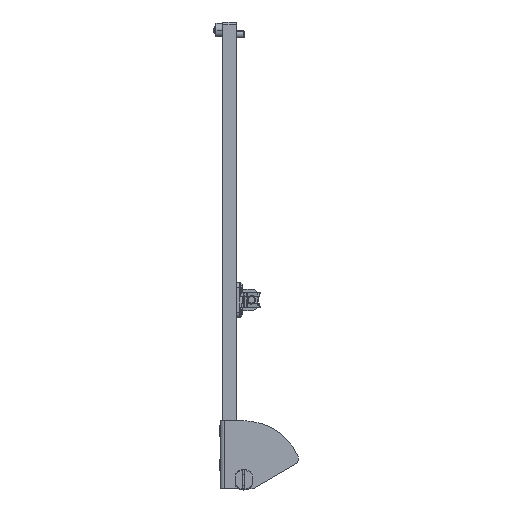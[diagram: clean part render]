
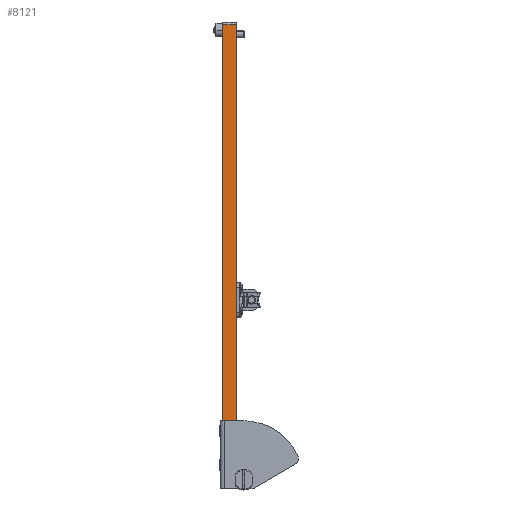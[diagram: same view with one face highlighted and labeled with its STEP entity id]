
A CAD part, left-side view. The second image highlights one B-rep face of the part: STEP entity #8121.
In plain terms, the highlighted planar face has unit normal (-1, 0, 0).
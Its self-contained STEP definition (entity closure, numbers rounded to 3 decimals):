
#987 = DIRECTION ( 'NONE',  ( 1., 0., 0. ) ) ;
#2010 = EDGE_CURVE ( 'NONE', #22292, #7381, #7383, .T. ) ;
#2034 = ORIENTED_EDGE ( 'NONE', *, *, #2010, .T. ) ;
#3288 = EDGE_CURVE ( 'NONE', #22292, #7955, #4726, .T. ) ;
#3293 = VERTEX_POINT ( 'NONE', #18485 ) ;
#3577 = VECTOR ( 'NONE', #13244, 1000. ) ;
#3692 = CARTESIAN_POINT ( 'NONE',  ( -230., 10., -169. ) ) ;
#4726 = LINE ( 'NONE', #20818, #3577 ) ;
#5028 = ORIENTED_EDGE ( 'NONE', *, *, #3288, .F. ) ;
#5174 = LINE ( 'NONE', #10204, #16949 ) ;
#6086 = DIRECTION ( 'NONE',  ( 0., 0., -1. ) ) ;
#6136 = VECTOR ( 'NONE', #20093, 1000. ) ;
#6715 = VECTOR ( 'NONE', #8976, 1000. ) ;
#7381 = VERTEX_POINT ( 'NONE', #10009 ) ;
#7383 = LINE ( 'NONE', #18015, #6136 ) ;
#7937 = EDGE_CURVE ( 'NONE', #7381, #3293, #5174, .T. ) ;
#7955 = VERTEX_POINT ( 'NONE', #22682 ) ;
#8121 = ADVANCED_FACE ( 'NONE', ( #11585 ), #13113, .F. ) ;
#8976 = DIRECTION ( 'NONE',  ( 0., 1., 0. ) ) ;
#10009 = CARTESIAN_POINT ( 'NONE',  ( -230., 0., -169. ) ) ;
#10204 = CARTESIAN_POINT ( 'NONE',  ( -230., 0., -171. ) ) ;
#10496 = LINE ( 'NONE', #17846, #6715 ) ;
#10665 = DIRECTION ( 'NONE',  ( 0., 0., 1. ) ) ;
#11585 = FACE_OUTER_BOUND ( 'NONE', #17548, .T. ) ;
#13113 = PLANE ( 'NONE',  #22157 ) ;
#13244 = DIRECTION ( 'NONE',  ( 0., 0., 1. ) ) ;
#14728 = ORIENTED_EDGE ( 'NONE', *, *, #21920, .T. ) ;
#16949 = VECTOR ( 'NONE', #10665, 1000. ) ;
#16958 = CARTESIAN_POINT ( 'NONE',  ( -230., 10., -171. ) ) ;
#17548 = EDGE_LOOP ( 'NONE', ( #22062, #14728, #5028, #2034 ) ) ;
#17846 = CARTESIAN_POINT ( 'NONE',  ( -230., 10., 169. ) ) ;
#18015 = CARTESIAN_POINT ( 'NONE',  ( -230., 10., -169. ) ) ;
#18485 = CARTESIAN_POINT ( 'NONE',  ( -230., 0., 169. ) ) ;
#20093 = DIRECTION ( 'NONE',  ( 0., -1., 0. ) ) ;
#20818 = CARTESIAN_POINT ( 'NONE',  ( -230., 10., -171. ) ) ;
#21920 = EDGE_CURVE ( 'NONE', #3293, #7955, #10496, .T. ) ;
#22062 = ORIENTED_EDGE ( 'NONE', *, *, #7937, .T. ) ;
#22157 = AXIS2_PLACEMENT_3D ( 'NONE', #16958, #987, #6086 ) ;
#22292 = VERTEX_POINT ( 'NONE', #3692 ) ;
#22682 = CARTESIAN_POINT ( 'NONE',  ( -230., 10., 169. ) ) ;
